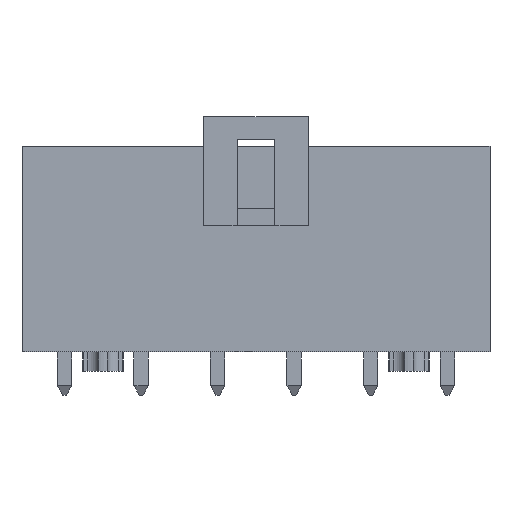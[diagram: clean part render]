
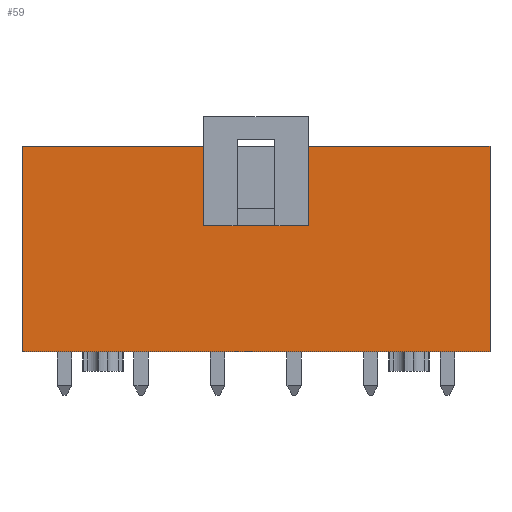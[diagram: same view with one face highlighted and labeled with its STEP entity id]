
A CAD part, front view. The second image highlights one B-rep face of the part: STEP entity #59.
In plain terms, the highlighted planar face has unit normal (0, -1, 0).
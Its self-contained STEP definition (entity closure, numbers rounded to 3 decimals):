
#59=ADVANCED_FACE('',(#292),#293,.T.);
#292=FACE_OUTER_BOUND('',#753,.T.);
#293=PLANE('',#754);
#753=EDGE_LOOP('',(#1320,#1321,#1322,#1323,#1324,#1325,#1326,#1327));
#754=AXIS2_PLACEMENT_3D('',#1328,#1329,#1330);
#1320=ORIENTED_EDGE('',*,*,#3123,.T.);
#1321=ORIENTED_EDGE('',*,*,#3124,.T.);
#1322=ORIENTED_EDGE('',*,*,#3062,.T.);
#1323=ORIENTED_EDGE('',*,*,#3125,.T.);
#1324=ORIENTED_EDGE('',*,*,#3126,.T.);
#1325=ORIENTED_EDGE('',*,*,#3127,.T.);
#1326=ORIENTED_EDGE('',*,*,#3070,.T.);
#1327=ORIENTED_EDGE('',*,*,#3128,.F.);
#1328=CARTESIAN_POINT('',(0.0,0.0,0.0));
#1329=DIRECTION('',(0.0,-1.0,0.0));
#1330=DIRECTION('',(0.0,0.0,-1.0));
#3062=EDGE_CURVE('',#3678,#3676,#3679,.T.);
#3070=EDGE_CURVE('',#3694,#3692,#3695,.T.);
#3123=EDGE_CURVE('',#3798,#3799,#3800,.T.);
#3124=EDGE_CURVE('',#3799,#3678,#3801,.T.);
#3125=EDGE_CURVE('',#3676,#3802,#3803,.T.);
#3126=EDGE_CURVE('',#3802,#3804,#3805,.T.);
#3127=EDGE_CURVE('',#3804,#3694,#3806,.T.);
#3128=EDGE_CURVE('',#3798,#3692,#3807,.T.);
#3676=VERTEX_POINT('',#4652);
#3678=VERTEX_POINT('',#4655);
#3679=LINE('',#4656,#4657);
#3692=VERTEX_POINT('',#4676);
#3694=VERTEX_POINT('',#4679);
#3695=LINE('',#4680,#4681);
#3798=VERTEX_POINT('',#4836);
#3799=VERTEX_POINT('',#4837);
#3800=LINE('',#4838,#4839);
#3801=LINE('',#4840,#4841);
#3802=VERTEX_POINT('',#4842);
#3803=LINE('',#4843,#4844);
#3804=VERTEX_POINT('',#4845);
#3805=LINE('',#4846,#4847);
#3806=LINE('',#4848,#4849);
#3807=LINE('',#4850,#4851);
#4652=CARTESIAN_POINT('',(-17.425,0.0,15.3));
#4655=CARTESIAN_POINT('',(-3.9,0.,15.3));
#4656=CARTESIAN_POINT('',(17.425,0.0,15.3));
#4657=VECTOR('',#6094,1.0);
#4676=CARTESIAN_POINT('',(3.9,0.,15.3));
#4679=CARTESIAN_POINT('',(17.425,0.0,15.3));
#4680=CARTESIAN_POINT('',(17.425,0.0,15.3));
#4681=VECTOR('',#6102,1.0);
#4836=CARTESIAN_POINT('',(3.9,0.,9.37));
#4837=CARTESIAN_POINT('',(-3.9,0.,9.37));
#4838=CARTESIAN_POINT('',(3.9,0.,9.37));
#4839=VECTOR('',#6155,1.0);
#4840=CARTESIAN_POINT('',(-3.9,0.,9.37));
#4841=VECTOR('',#6156,1.0);
#4842=CARTESIAN_POINT('',(-17.425,0.0,0.0));
#4843=CARTESIAN_POINT('',(-17.425,0.0,15.3));
#4844=VECTOR('',#6157,1.0);
#4845=CARTESIAN_POINT('',(17.425,0.0,0.0));
#4846=CARTESIAN_POINT('',(-17.425,0.0,0.0));
#4847=VECTOR('',#6158,1.0);
#4848=CARTESIAN_POINT('',(17.425,0.0,0.0));
#4849=VECTOR('',#6159,1.0);
#4850=CARTESIAN_POINT('',(3.9,0.,9.37));
#4851=VECTOR('',#6160,1.0);
#6094=DIRECTION('',(-1.0,0.0,0.0));
#6102=DIRECTION('',(-1.0,0.0,0.0));
#6155=DIRECTION('',(-1.0,0.0,0.0));
#6156=DIRECTION('',(0.0,0.,1.0));
#6157=DIRECTION('',(0.0,0.0,-1.0));
#6158=DIRECTION('',(1.0,0.0,0.0));
#6159=DIRECTION('',(0.0,0.0,1.0));
#6160=DIRECTION('',(0.0,0.,1.0));
